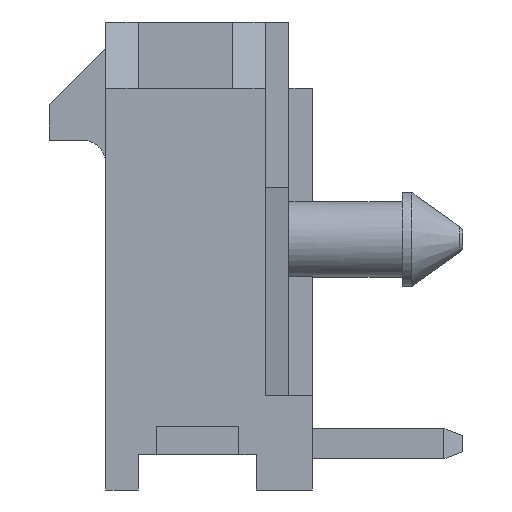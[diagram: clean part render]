
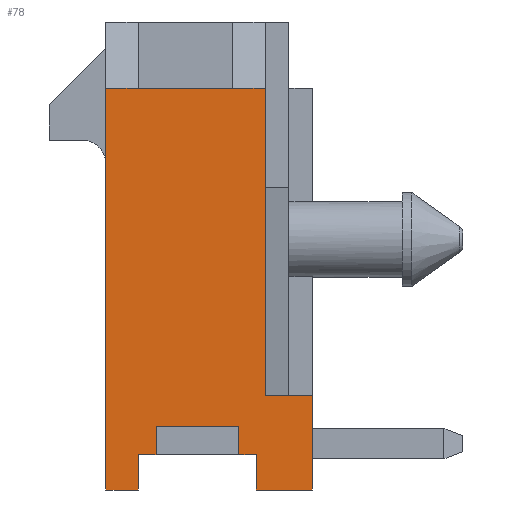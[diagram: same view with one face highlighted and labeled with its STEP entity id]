
A CAD part, left-side view. The second image highlights one B-rep face of the part: STEP entity #78.
In plain terms, the highlighted planar face has unit normal (-1, 0, 0).
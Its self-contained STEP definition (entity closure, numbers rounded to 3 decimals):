
#78=ADVANCED_FACE('',(#339),#340,.F.);
#339=FACE_OUTER_BOUND('',#843,.T.);
#340=PLANE('',#844);
#843=EDGE_LOOP('',(#1381,#1382,#1383,#1384,#1385,#1386,#1387,#1388,#1389,#1390,#1391,#1392,#1393,#1394,#1395,#1396,#1397));
#844=AXIS2_PLACEMENT_3D('',#1398,#1399,#1400);
#1381=ORIENTED_EDGE('',*,*,#3357,.F.);
#1382=ORIENTED_EDGE('',*,*,#3358,.F.);
#1383=ORIENTED_EDGE('',*,*,#3359,.T.);
#1384=ORIENTED_EDGE('',*,*,#3360,.F.);
#1385=ORIENTED_EDGE('',*,*,#3361,.F.);
#1386=ORIENTED_EDGE('',*,*,#3362,.F.);
#1387=ORIENTED_EDGE('',*,*,#3363,.F.);
#1388=ORIENTED_EDGE('',*,*,#3364,.F.);
#1389=ORIENTED_EDGE('',*,*,#3365,.T.);
#1390=ORIENTED_EDGE('',*,*,#3366,.T.);
#1391=ORIENTED_EDGE('',*,*,#3367,.T.);
#1392=ORIENTED_EDGE('',*,*,#3368,.F.);
#1393=ORIENTED_EDGE('',*,*,#3369,.F.);
#1394=ORIENTED_EDGE('',*,*,#3370,.F.);
#1395=ORIENTED_EDGE('',*,*,#3371,.F.);
#1396=ORIENTED_EDGE('',*,*,#3372,.T.);
#1397=ORIENTED_EDGE('',*,*,#3373,.F.);
#1398=CARTESIAN_POINT('',(-10.82,0.0,0.0));
#1399=DIRECTION('',(1.0,0.0,0.0));
#1400=DIRECTION('',(0.0,1.0,0.0));
#3357=EDGE_CURVE('',#4034,#4035,#4036,.T.);
#3358=EDGE_CURVE('',#4037,#4034,#4038,.T.);
#3359=EDGE_CURVE('',#4037,#4039,#4040,.T.);
#3360=EDGE_CURVE('',#4041,#4039,#4042,.T.);
#3361=EDGE_CURVE('',#4043,#4041,#4044,.T.);
#3362=EDGE_CURVE('',#4045,#4043,#4046,.T.);
#3363=EDGE_CURVE('',#4047,#4045,#4048,.T.);
#3364=EDGE_CURVE('',#4049,#4047,#4050,.T.);
#3365=EDGE_CURVE('',#4049,#4051,#4052,.T.);
#3366=EDGE_CURVE('',#4051,#4053,#4054,.T.);
#3367=EDGE_CURVE('',#4053,#4055,#4056,.T.);
#3368=EDGE_CURVE('',#4057,#4055,#4058,.T.);
#3369=EDGE_CURVE('',#4059,#4057,#4060,.T.);
#3370=EDGE_CURVE('',#4061,#4059,#4062,.T.);
#3371=EDGE_CURVE('',#4063,#4061,#4064,.T.);
#3372=EDGE_CURVE('',#4063,#4065,#4066,.T.);
#3373=EDGE_CURVE('',#4035,#4065,#4067,.T.);
#4034=VERTEX_POINT('',#5050);
#4035=VERTEX_POINT('',#5051);
#4036=LINE('',#5052,#5053);
#4037=VERTEX_POINT('',#5054);
#4038=LINE('',#5055,#5056);
#4039=VERTEX_POINT('',#5057);
#4040=LINE('',#5058,#5059);
#4041=VERTEX_POINT('',#5060);
#4042=LINE('',#5061,#5062);
#4043=VERTEX_POINT('',#5063);
#4044=LINE('',#5064,#5065);
#4045=VERTEX_POINT('',#5066);
#4046=LINE('',#5067,#5068);
#4047=VERTEX_POINT('',#5069);
#4048=LINE('',#5070,#5071);
#4049=VERTEX_POINT('',#5072);
#4050=LINE('',#5073,#5074);
#4051=VERTEX_POINT('',#5075);
#4052=LINE('',#5076,#5077);
#4053=VERTEX_POINT('',#5078);
#4054=LINE('',#5079,#5080);
#4055=VERTEX_POINT('',#5081);
#4056=LINE('',#5082,#5083);
#4057=VERTEX_POINT('',#5084);
#4058=LINE('',#5085,#5086);
#4059=VERTEX_POINT('',#5087);
#4060=LINE('',#5088,#5089);
#4061=VERTEX_POINT('',#5090);
#4062=LINE('',#5091,#5092);
#4063=VERTEX_POINT('',#5093);
#4064=LINE('',#5094,#5095);
#4065=VERTEX_POINT('',#5096);
#4066=LINE('',#5097,#5098);
#4067=LINE('',#5099,#5100);
#5050=CARTESIAN_POINT('',(-10.82,-1.435,3.55));
#5051=CARTESIAN_POINT('',(-10.82,-1.435,1.45));
#5052=CARTESIAN_POINT('',(-10.82,-1.435,3.55));
#5053=VECTOR('',#6666,2.1);
#5054=CARTESIAN_POINT('',(-10.82,-0.745,3.55));
#5055=CARTESIAN_POINT('',(-10.82,-0.745,3.55));
#5056=VECTOR('',#6667,0.69);
#5057=CARTESIAN_POINT('',(-10.82,1.255,3.55));
#5058=CARTESIAN_POINT('',(-10.82,-0.745,3.55));
#5059=VECTOR('',#6668,2.0);
#5060=CARTESIAN_POINT('',(-10.82,1.935,3.55));
#5061=CARTESIAN_POINT('',(-10.82,1.935,3.55));
#5062=VECTOR('',#6669,0.68);
#5063=CARTESIAN_POINT('',(-10.82,1.935,-4.95));
#5064=CARTESIAN_POINT('',(-10.82,1.935,-4.95));
#5065=VECTOR('',#6670,8.5);
#5066=CARTESIAN_POINT('',(-10.82,1.25,-4.95));
#5067=CARTESIAN_POINT('',(-10.82,1.25,-4.95));
#5068=VECTOR('',#6671,0.685);
#5069=CARTESIAN_POINT('',(-10.82,1.25,-4.2));
#5070=CARTESIAN_POINT('',(-10.82,1.25,-4.2));
#5071=VECTOR('',#6672,0.75);
#5072=CARTESIAN_POINT('',(-10.82,0.875,-4.2));
#5073=CARTESIAN_POINT('',(-10.82,0.875,-4.2));
#5074=VECTOR('',#6673,0.375);
#5075=CARTESIAN_POINT('',(-10.82,0.875,-3.6));
#5076=CARTESIAN_POINT('',(-10.82,0.875,-4.2));
#5077=VECTOR('',#6674,0.6);
#5078=CARTESIAN_POINT('',(-10.82,-0.875,-3.6));
#5079=CARTESIAN_POINT('',(-10.82,0.875,-3.6));
#5080=VECTOR('',#6675,1.75);
#5081=CARTESIAN_POINT('',(-10.82,-0.875,-4.2));
#5082=CARTESIAN_POINT('',(-10.82,-0.875,-3.6));
#5083=VECTOR('',#6676,0.6);
#5084=CARTESIAN_POINT('',(-10.82,-1.25,-4.2));
#5085=CARTESIAN_POINT('',(-10.82,-1.25,-4.2));
#5086=VECTOR('',#6677,0.375);
#5087=CARTESIAN_POINT('',(-10.82,-1.25,-4.95));
#5088=CARTESIAN_POINT('',(-10.82,-1.25,-4.95));
#5089=VECTOR('',#6678,0.75);
#5090=CARTESIAN_POINT('',(-10.82,-2.435,-4.95));
#5091=CARTESIAN_POINT('',(-10.82,-2.435,-4.95));
#5092=VECTOR('',#6679,1.185);
#5093=CARTESIAN_POINT('',(-10.82,-2.435,-2.95));
#5094=CARTESIAN_POINT('',(-10.82,-2.435,-2.95));
#5095=VECTOR('',#6680,2.0);
#5096=CARTESIAN_POINT('',(-10.82,-1.435,-2.95));
#5097=CARTESIAN_POINT('',(-10.82,-2.435,-2.95));
#5098=VECTOR('',#6681,1.0);
#5099=CARTESIAN_POINT('',(-10.82,-1.435,1.45));
#5100=VECTOR('',#6682,4.4);
#6666=DIRECTION('',(0.0,0.0,-1.0));
#6667=DIRECTION('',(0.0,-1.0,0.0));
#6668=DIRECTION('',(0.0,1.0,0.0));
#6669=DIRECTION('',(0.0,-1.0,0.0));
#6670=DIRECTION('',(0.0,0.0,1.0));
#6671=DIRECTION('',(0.0,1.0,0.0));
#6672=DIRECTION('',(0.0,0.0,-1.0));
#6673=DIRECTION('',(0.0,1.0,0.0));
#6674=DIRECTION('',(0.0,0.0,1.0));
#6675=DIRECTION('',(0.0,-1.0,0.0));
#6676=DIRECTION('',(0.0,0.0,-1.0));
#6677=DIRECTION('',(0.0,1.0,0.0));
#6678=DIRECTION('',(0.0,0.0,1.0));
#6679=DIRECTION('',(0.0,1.0,0.0));
#6680=DIRECTION('',(0.0,0.0,-1.0));
#6681=DIRECTION('',(0.0,1.0,0.0));
#6682=DIRECTION('',(0.0,0.0,-1.0));
